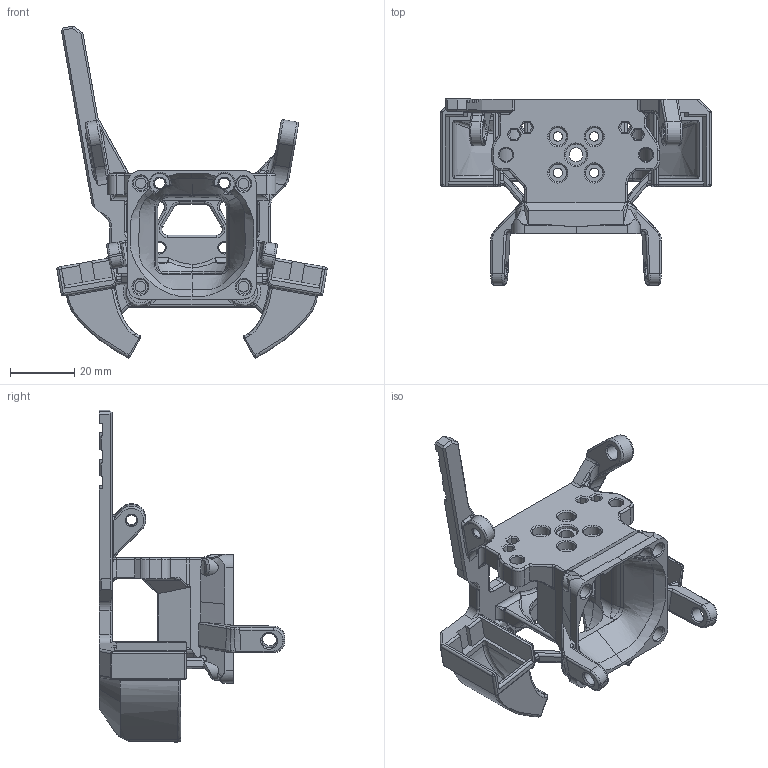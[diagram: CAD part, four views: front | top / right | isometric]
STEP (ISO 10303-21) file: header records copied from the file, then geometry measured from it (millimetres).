
FILE_DESCRIPTION(/* description */ (''),/* implementation_level */ '2;1');
FILE_NAME(/* name */ 'Toolhead Dragon - Sherpa Mini - No Probe.step',/* time_stamp */ '2024-04-19T14:50:53Z',/* author */ (''),/* organization */ (''),/* preprocessor_version */ 'ST-DEVELOPER v20',/* originating_system */ 'Autodesk Translation Framework v12.20.1.177',/* authorisation */ '');
FILE_SCHEMA (('AUTOMOTIVE_DESIGN { 1 0 10303 214 3 1 1 }'));
Products named in the file (1): (Unsaved)
Bounding box: 84.01 x 57.7 x 103.14 mm (x, y, z)
Volume: 34198.6 mm3; surface area: 26222 mm2
Topology: 1 solids, 1 shells, 949 faces, 2567 edges, 1593 vertices
Faces by surface type: plane 299, cylinder 287, bspline 249, torus 68, cone 40, sphere 6
Full cylindrical faces by diameter (mm): 2.9 x4, 3.3 x11, 4.1 x4, 4.5 x7, 5.5 x4, 6.1 x1, 6.5 x1
Entity records: 62609 total; most frequent: CARTESIAN_POINT 39870, ORIENTED_EDGE 5088, DIRECTION 4316, EDGE_CURVE 2544, VERTEX_POINT 1593, AXIS2_PLACEMENT_3D 1589, LINE 1138, VECTOR 1138
